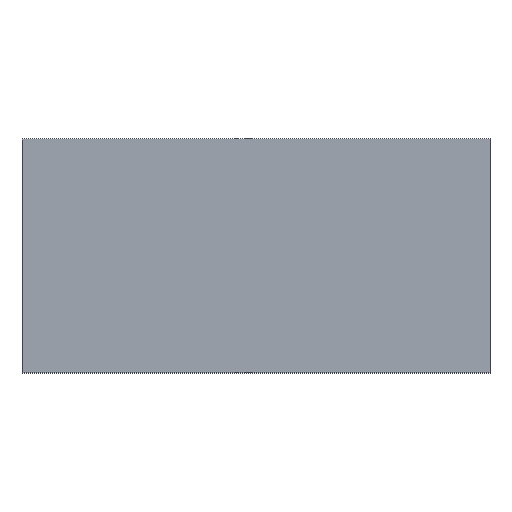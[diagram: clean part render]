
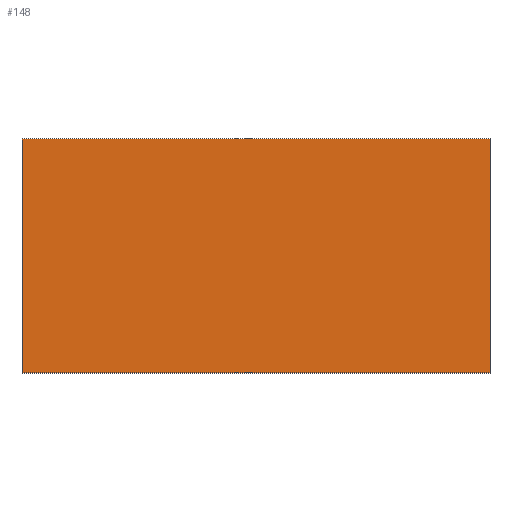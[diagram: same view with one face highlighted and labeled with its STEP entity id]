
A CAD part, top view. The second image highlights one B-rep face of the part: STEP entity #148.
In plain terms, the highlighted planar face has unit normal (0, 0, 1).
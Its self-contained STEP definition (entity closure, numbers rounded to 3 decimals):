
#17 = DIRECTION ( 'NONE',  ( 0., 1., 0. ) ) ;
#18 = DIRECTION ( 'NONE',  ( -1., 0., 0. ) ) ;
#25 = VERTEX_POINT ( 'NONE', #196 ) ;
#32 = LINE ( 'NONE', #49, #179 ) ;
#48 = FACE_OUTER_BOUND ( 'NONE', #111, .T. ) ;
#49 = CARTESIAN_POINT ( 'NONE',  ( -1000., 0., 12. ) ) ;
#59 = EDGE_CURVE ( 'NONE', #146, #104, #170, .T. ) ;
#64 = CARTESIAN_POINT ( 'NONE',  ( 0., 500., 12. ) ) ;
#72 = VECTOR ( 'NONE', #18, 1000. ) ;
#80 = DIRECTION ( 'NONE',  ( 0., 0., 1. ) ) ;
#95 = CARTESIAN_POINT ( 'NONE',  ( 0., 0., 12. ) ) ;
#104 = VERTEX_POINT ( 'NONE', #125 ) ;
#105 = ORIENTED_EDGE ( 'NONE', *, *, #155, .T. ) ;
#106 = AXIS2_PLACEMENT_3D ( 'NONE', #95, #80, #202 ) ;
#111 = EDGE_LOOP ( 'NONE', ( #181, #105, #120, #147 ) ) ;
#115 = DIRECTION ( 'NONE',  ( 1., 0., 0. ) ) ;
#120 = ORIENTED_EDGE ( 'NONE', *, *, #182, .T. ) ;
#122 = VECTOR ( 'NONE', #17, 1000. ) ;
#125 = CARTESIAN_POINT ( 'NONE',  ( 1000., -500., 12. ) ) ;
#127 = EDGE_CURVE ( 'NONE', #104, #195, #130, .T. ) ;
#130 = LINE ( 'NONE', #188, #122 ) ;
#133 = LINE ( 'NONE', #64, #72 ) ;
#137 = CARTESIAN_POINT ( 'NONE',  ( -1000., -500., 12. ) ) ;
#146 = VERTEX_POINT ( 'NONE', #137 ) ;
#147 = ORIENTED_EDGE ( 'NONE', *, *, #59, .T. ) ;
#148 = ADVANCED_FACE ( 'NONE', ( #48 ), #153, .T. ) ;
#151 = CARTESIAN_POINT ( 'NONE',  ( 0., -500., 12. ) ) ;
#153 = PLANE ( 'NONE',  #106 ) ;
#155 = EDGE_CURVE ( 'NONE', #195, #25, #133, .T. ) ;
#168 = CARTESIAN_POINT ( 'NONE',  ( 1000., 500., 12. ) ) ;
#169 = DIRECTION ( 'NONE',  ( 0., -1., 0. ) ) ;
#170 = LINE ( 'NONE', #151, #178 ) ;
#178 = VECTOR ( 'NONE', #115, 1000. ) ;
#179 = VECTOR ( 'NONE', #169, 1000. ) ;
#181 = ORIENTED_EDGE ( 'NONE', *, *, #127, .T. ) ;
#182 = EDGE_CURVE ( 'NONE', #25, #146, #32, .T. ) ;
#188 = CARTESIAN_POINT ( 'NONE',  ( 1000., 0., 12. ) ) ;
#195 = VERTEX_POINT ( 'NONE', #168 ) ;
#196 = CARTESIAN_POINT ( 'NONE',  ( -1000., 500., 12. ) ) ;
#202 = DIRECTION ( 'NONE',  ( 1., 0., 0. ) ) ;
